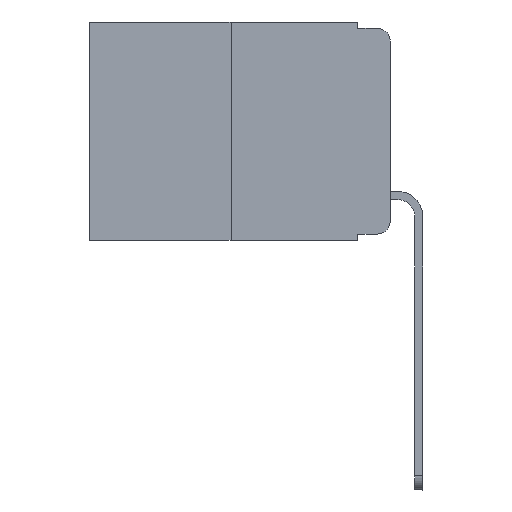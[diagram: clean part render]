
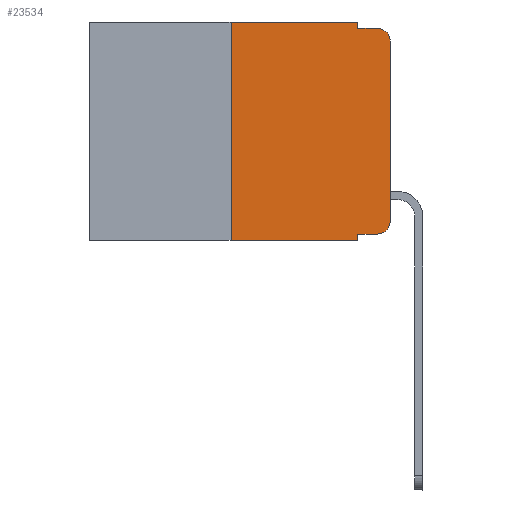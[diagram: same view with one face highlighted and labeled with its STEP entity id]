
A CAD part, left-side view. The second image highlights one B-rep face of the part: STEP entity #23534.
In plain terms, the highlighted planar face has unit normal (-1, 0, 0).
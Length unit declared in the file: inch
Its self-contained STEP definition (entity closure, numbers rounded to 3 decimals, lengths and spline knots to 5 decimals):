
#373 = VECTOR ( 'NONE', #18606, 39.37008 ) ;
#758 = EDGE_CURVE ( 'NONE', #8035, #21085, #8333, .T. ) ;
#795 = CARTESIAN_POINT ( 'NONE',  ( 0., 0., 0. ) ) ;
#816 = DIRECTION ( 'NONE',  ( 0., -1., 0. ) ) ;
#831 = CARTESIAN_POINT ( 'NONE',  ( 0., 0.02, -0.01 ) ) ;
#1442 = VECTOR ( 'NONE', #16588, 39.37008 ) ;
#1922 = LINE ( 'NONE', #22383, #13582 ) ;
#1929 = CARTESIAN_POINT ( 'NONE',  ( 0., 0.25, -0.343 ) ) ;
#2174 = DIRECTION ( 'NONE',  ( 0., -1., 0. ) ) ;
#2391 = CARTESIAN_POINT ( 'NONE',  ( 0., 0.473, 0. ) ) ;
#3118 = CARTESIAN_POINT ( 'NONE',  ( 0., 0.25, 0. ) ) ;
#3297 = DIRECTION ( 'NONE',  ( 0., 0., -1. ) ) ;
#3357 = VECTOR ( 'NONE', #16210, 39.37008 ) ;
#3444 = VERTEX_POINT ( 'NONE', #15593 ) ;
#3626 = DIRECTION ( 'NONE',  ( -1., 0., 0. ) ) ;
#3705 = CARTESIAN_POINT ( 'NONE',  ( 0., 0., -0.313 ) ) ;
#3744 = DIRECTION ( 'NONE',  ( 0., 0., 1. ) ) ;
#3888 = EDGE_CURVE ( 'NONE', #10659, #8035, #1922, .T. ) ;
#3983 = CARTESIAN_POINT ( 'NONE',  ( 0., 0.473, -0.343 ) ) ;
#4492 = ORIENTED_EDGE ( 'NONE', *, *, #14382, .T. ) ;
#4541 = CARTESIAN_POINT ( 'NONE',  ( 0., 0.051, 0. ) ) ;
#4723 = EDGE_CURVE ( 'NONE', #5205, #10160, #18256, .T. ) ;
#5205 = VERTEX_POINT ( 'NONE', #16009 ) ;
#5417 = DIRECTION ( 'NONE',  ( -1., 0., 0. ) ) ;
#5727 = ORIENTED_EDGE ( 'NONE', *, *, #17287, .F. ) ;
#5742 = CARTESIAN_POINT ( 'NONE',  ( 0., 0.02, -0.313 ) ) ;
#7168 = EDGE_LOOP ( 'NONE', ( #22874, #24655, #15164, #23012, #12687, #12769, #4492, #5727, #24060, #7525 ) ) ;
#7525 = ORIENTED_EDGE ( 'NONE', *, *, #758, .T. ) ;
#8035 = VERTEX_POINT ( 'NONE', #17357 ) ;
#8100 = VECTOR ( 'NONE', #12937, 39.37008 ) ;
#8333 = CIRCLE ( 'NONE', #23200, 0.02 ) ;
#8823 = LINE ( 'NONE', #4541, #8100 ) ;
#9462 = VERTEX_POINT ( 'NONE', #1929 ) ;
#10160 = VERTEX_POINT ( 'NONE', #831 ) ;
#10509 = LINE ( 'NONE', #795, #373 ) ;
#10659 = VERTEX_POINT ( 'NONE', #13413 ) ;
#11862 = LINE ( 'NONE', #20583, #1442 ) ;
#12146 = CARTESIAN_POINT ( 'NONE',  ( 0., 0.051, 0. ) ) ;
#12687 = ORIENTED_EDGE ( 'NONE', *, *, #13136, .F. ) ;
#12761 = CARTESIAN_POINT ( 'NONE',  ( 0., 0.473, 0. ) ) ;
#12769 = ORIENTED_EDGE ( 'NONE', *, *, #22297, .F. ) ;
#12918 = VECTOR ( 'NONE', #3744, 39.37008 ) ;
#12937 = DIRECTION ( 'NONE',  ( 0., 0., -1. ) ) ;
#13136 = EDGE_CURVE ( 'NONE', #23039, #25548, #21167, .T. ) ;
#13413 = CARTESIAN_POINT ( 'NONE',  ( 0., 0.051, -0.333 ) ) ;
#13582 = VECTOR ( 'NONE', #2174, 39.37008 ) ;
#13805 = CARTESIAN_POINT ( 'NONE',  ( 0., 0.02, -0.03 ) ) ;
#14216 = DIRECTION ( 'NONE',  ( 0., 0., -1. ) ) ;
#14382 = EDGE_CURVE ( 'NONE', #9462, #19988, #20342, .T. ) ;
#14547 = EDGE_CURVE ( 'NONE', #21085, #5205, #10509, .T. ) ;
#15164 = ORIENTED_EDGE ( 'NONE', *, *, #22419, .F. ) ;
#15298 = LINE ( 'NONE', #15425, #18524 ) ;
#15425 = CARTESIAN_POINT ( 'NONE',  ( 0., 0.051, 0. ) ) ;
#15446 = CARTESIAN_POINT ( 'NONE',  ( 0., 0.25, 0. ) ) ;
#15593 = CARTESIAN_POINT ( 'NONE',  ( 0., 0.051, -0.01 ) ) ;
#16009 = CARTESIAN_POINT ( 'NONE',  ( 0., 0., -0.03 ) ) ;
#16210 = DIRECTION ( 'NONE',  ( 0., -1., 0. ) ) ;
#16346 = AXIS2_PLACEMENT_3D ( 'NONE', #12761, #20742, #14216 ) ;
#16588 = DIRECTION ( 'NONE',  ( 0., -1., 0. ) ) ;
#16898 = VECTOR ( 'NONE', #816, 39.37008 ) ;
#17287 = EDGE_CURVE ( 'NONE', #10659, #19988, #8823, .T. ) ;
#17357 = CARTESIAN_POINT ( 'NONE',  ( 0., 0.02, -0.333 ) ) ;
#18256 = CIRCLE ( 'NONE', #19997, 0.02 ) ;
#18524 = VECTOR ( 'NONE', #23404, 39.37008 ) ;
#18606 = DIRECTION ( 'NONE',  ( 0., 0., 1. ) ) ;
#19988 = VERTEX_POINT ( 'NONE', #26268 ) ;
#19997 = AXIS2_PLACEMENT_3D ( 'NONE', #13805, #5417, #3297 ) ;
#20342 = LINE ( 'NONE', #3983, #3357 ) ;
#20583 = CARTESIAN_POINT ( 'NONE',  ( 0., 0.051, -0.01 ) ) ;
#20742 = DIRECTION ( 'NONE',  ( 1., 0., 0. ) ) ;
#21085 = VERTEX_POINT ( 'NONE', #3705 ) ;
#21167 = LINE ( 'NONE', #2391, #16898 ) ;
#21966 = LINE ( 'NONE', #15446, #12918 ) ;
#22297 = EDGE_CURVE ( 'NONE', #9462, #23039, #21966, .T. ) ;
#22383 = CARTESIAN_POINT ( 'NONE',  ( 0., 0.051, -0.333 ) ) ;
#22419 = EDGE_CURVE ( 'NONE', #3444, #10160, #11862, .T. ) ;
#22874 = ORIENTED_EDGE ( 'NONE', *, *, #14547, .T. ) ;
#23012 = ORIENTED_EDGE ( 'NONE', *, *, #25744, .F. ) ;
#23039 = VERTEX_POINT ( 'NONE', #3118 ) ;
#23200 = AXIS2_PLACEMENT_3D ( 'NONE', #5742, #3626, #23570 ) ;
#23404 = DIRECTION ( 'NONE',  ( 0., 0., -1. ) ) ;
#23534 = ADVANCED_FACE ( 'NONE', ( #24309 ), #24571, .F. ) ;
#23570 = DIRECTION ( 'NONE',  ( 0., 0., -1. ) ) ;
#24060 = ORIENTED_EDGE ( 'NONE', *, *, #3888, .T. ) ;
#24309 = FACE_OUTER_BOUND ( 'NONE', #7168, .T. ) ;
#24571 = PLANE ( 'NONE',  #16346 ) ;
#24655 = ORIENTED_EDGE ( 'NONE', *, *, #4723, .T. ) ;
#25548 = VERTEX_POINT ( 'NONE', #12146 ) ;
#25744 = EDGE_CURVE ( 'NONE', #25548, #3444, #15298, .T. ) ;
#26268 = CARTESIAN_POINT ( 'NONE',  ( 0., 0.051, -0.343 ) ) ;
